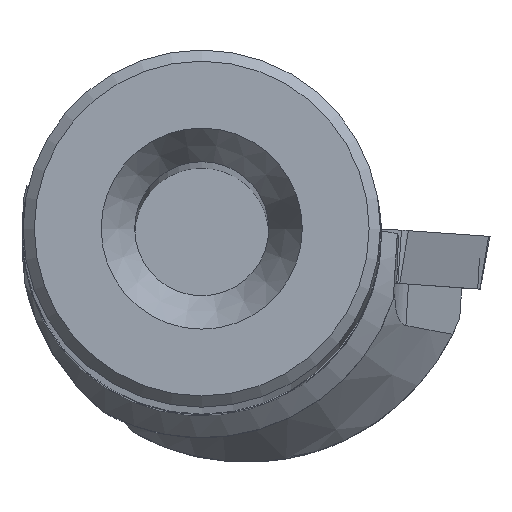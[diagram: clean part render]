
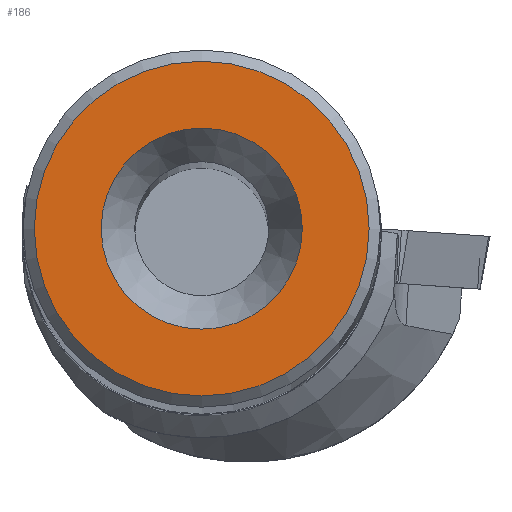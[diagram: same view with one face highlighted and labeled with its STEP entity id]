
A CAD part, top view. The second image highlights one B-rep face of the part: STEP entity #186.
In plain terms, the highlighted planar face has unit normal (0, 0, 1).
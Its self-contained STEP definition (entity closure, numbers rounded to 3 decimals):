
#186=ADVANCED_FACE('',(#327,#328),#219,.T.);
#219=PLANE('',#975);
#327=FACE_BOUND('',#382,.T.);
#328=FACE_BOUND('',#383,.T.);
#382=EDGE_LOOP('',(#539));
#383=EDGE_LOOP('',(#540));
#539=ORIENTED_EDGE('',*,*,#774,.T.);
#540=ORIENTED_EDGE('',*,*,#775,.F.);
#682=VERTEX_POINT('',#1645);
#683=VERTEX_POINT('',#1647);
#774=EDGE_CURVE('',#682,#682,#821,.T.);
#775=EDGE_CURVE('',#683,#683,#822,.T.);
#821=CIRCLE('',#973,4.5);
#822=CIRCLE('',#974,7.493);
#973=AXIS2_PLACEMENT_3D('',#1644,#1163,#1164);
#974=AXIS2_PLACEMENT_3D('',#1646,#1165,#1166);
#975=AXIS2_PLACEMENT_3D('',#1648,#1167,#1168);
#1163=DIRECTION('',(0.,0.,-1.));
#1164=DIRECTION('',(-1.,0.,0.));
#1165=DIRECTION('',(0.,0.,-1.));
#1166=DIRECTION('',(-1.,0.,0.));
#1167=DIRECTION('',(0.,0.,1.));
#1168=DIRECTION('',(-1.,0.,0.));
#1644=CARTESIAN_POINT('',(0.,0.,0.));
#1645=CARTESIAN_POINT('',(-4.5,0.,0.));
#1646=CARTESIAN_POINT('',(0.,0.,0.));
#1647=CARTESIAN_POINT('',(-7.493,0.,0.));
#1648=CARTESIAN_POINT('',(0.,0.,0.));
